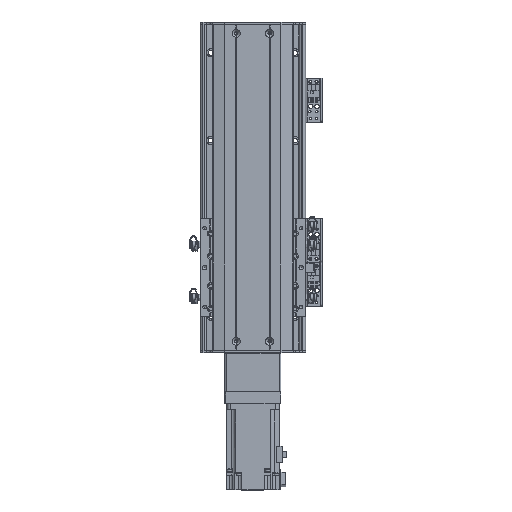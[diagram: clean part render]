
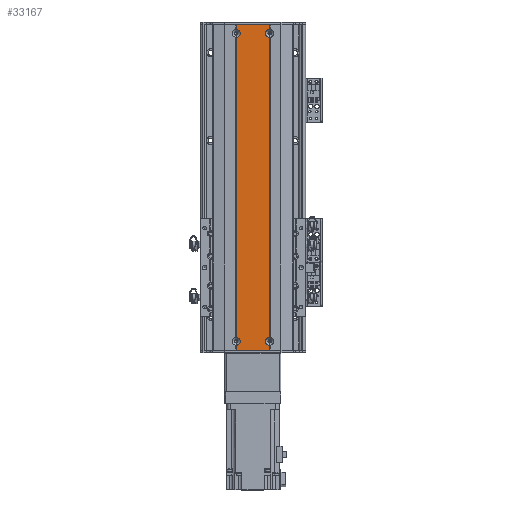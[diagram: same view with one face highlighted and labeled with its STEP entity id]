
A CAD part, top view. The second image highlights one B-rep face of the part: STEP entity #33167.
In plain terms, the highlighted face is planar.
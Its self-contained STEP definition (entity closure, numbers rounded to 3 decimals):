
#3679=CIRCLE('',#36530,4.55);
#3681=CIRCLE('',#36532,4.55);
#3684=CIRCLE('',#36537,4.55);
#3686=CIRCLE('',#36539,4.55);
#3692=CIRCLE('',#36547,4.55);
#3697=CIRCLE('',#36554,4.55);
#5453=FACE_OUTER_BOUND('',#7509,.T.);
#7509=EDGE_LOOP('',(#27229,#27230,#27231,#27232,#27233,#27234,#27235,#27236,
#27237,#27238,#27239,#27240,#27241,#27242));
#9852=LINE('',#55678,#12467);
#9855=LINE('',#55683,#12470);
#9858=LINE('',#55689,#12473);
#9860=LINE('',#55692,#12475);
#9893=LINE('',#55787,#12508);
#9964=LINE('',#55953,#12579);
#9965=LINE('',#55955,#12580);
#9966=LINE('',#55956,#12581);
#12467=VECTOR('',#43842,10.);
#12470=VECTOR('',#43847,10.);
#12473=VECTOR('',#43852,10.);
#12475=VECTOR('',#43856,10.);
#12508=VECTOR('',#43923,10.);
#12579=VECTOR('',#44104,10.);
#12580=VECTOR('',#44107,10.);
#12581=VECTOR('',#44108,10.);
#15464=VERTEX_POINT('',#55543);
#15465=VERTEX_POINT('',#55547);
#15467=VERTEX_POINT('',#55552);
#15473=VERTEX_POINT('',#55573);
#15474=VERTEX_POINT('',#55577);
#15476=VERTEX_POINT('',#55582);
#15481=VERTEX_POINT('',#55599);
#15487=VERTEX_POINT('',#55618);
#15490=VERTEX_POINT('',#55629);
#15496=VERTEX_POINT('',#55648);
#15504=VERTEX_POINT('',#55677);
#15505=VERTEX_POINT('',#55681);
#15507=VERTEX_POINT('',#55687);
#15552=VERTEX_POINT('',#55785);
#19520=EDGE_CURVE('',#15465,#15464,#3679,.T.);
#19523=EDGE_CURVE('',#15467,#15465,#3681,.T.);
#19531=EDGE_CURVE('',#15474,#15473,#3684,.T.);
#19534=EDGE_CURVE('',#15476,#15474,#3686,.T.);
#19548=EDGE_CURVE('',#15481,#15487,#3692,.T.);
#19559=EDGE_CURVE('',#15490,#15496,#3697,.T.);
#19572=EDGE_CURVE('',#15467,#15504,#9852,.T.);
#19575=EDGE_CURVE('',#15505,#15473,#9855,.T.);
#19578=EDGE_CURVE('',#15496,#15507,#9858,.T.);
#19580=EDGE_CURVE('',#15487,#15490,#9860,.T.);
#19627=EDGE_CURVE('',#15552,#15505,#9893,.T.);
#19711=EDGE_CURVE('',#15552,#15481,#9964,.T.);
#19712=EDGE_CURVE('',#15476,#15464,#9965,.T.);
#19713=EDGE_CURVE('',#15504,#15507,#9966,.T.);
#27229=ORIENTED_EDGE('',*,*,#19523,.T.);
#27230=ORIENTED_EDGE('',*,*,#19520,.T.);
#27231=ORIENTED_EDGE('',*,*,#19712,.F.);
#27232=ORIENTED_EDGE('',*,*,#19534,.T.);
#27233=ORIENTED_EDGE('',*,*,#19531,.T.);
#27234=ORIENTED_EDGE('',*,*,#19575,.F.);
#27235=ORIENTED_EDGE('',*,*,#19627,.F.);
#27236=ORIENTED_EDGE('',*,*,#19711,.T.);
#27237=ORIENTED_EDGE('',*,*,#19548,.T.);
#27238=ORIENTED_EDGE('',*,*,#19580,.T.);
#27239=ORIENTED_EDGE('',*,*,#19559,.T.);
#27240=ORIENTED_EDGE('',*,*,#19578,.T.);
#27241=ORIENTED_EDGE('',*,*,#19713,.F.);
#27242=ORIENTED_EDGE('',*,*,#19572,.F.);
#31739=PLANE('',#36636);
#33167=ADVANCED_FACE('',(#5453),#31739,.T.);
#36530=AXIS2_PLACEMENT_3D('',#55548,#43762,#43763);
#36532=AXIS2_PLACEMENT_3D('',#55553,#43767,#43768);
#36537=AXIS2_PLACEMENT_3D('',#55578,#43778,#43779);
#36539=AXIS2_PLACEMENT_3D('',#55583,#43783,#43784);
#36547=AXIS2_PLACEMENT_3D('',#55622,#43801,#43802);
#36554=AXIS2_PLACEMENT_3D('',#55652,#43817,#43818);
#36636=AXIS2_PLACEMENT_3D('',#55954,#44105,#44106);
#43762=DIRECTION('center_axis',(0.,-1.,0.));
#43763=DIRECTION('ref_axis',(1.,0.,0.));
#43767=DIRECTION('center_axis',(0.,-1.,0.));
#43768=DIRECTION('ref_axis',(1.,0.,0.));
#43778=DIRECTION('center_axis',(0.,-1.,0.));
#43779=DIRECTION('ref_axis',(1.,0.,0.));
#43783=DIRECTION('center_axis',(0.,-1.,0.));
#43784=DIRECTION('ref_axis',(1.,0.,0.));
#43801=DIRECTION('center_axis',(0.,-1.,0.));
#43802=DIRECTION('ref_axis',(1.,0.,0.));
#43817=DIRECTION('center_axis',(0.,-1.,0.));
#43818=DIRECTION('ref_axis',(1.,0.,0.));
#43842=DIRECTION('',(0.,0.,1.));
#43847=DIRECTION('',(0.,0.,1.));
#43852=DIRECTION('',(0.,0.,1.));
#43856=DIRECTION('',(0.,0.,1.));
#43923=DIRECTION('',(1.,0.,0.));
#44104=DIRECTION('',(0.,0.,1.));
#44105=DIRECTION('center_axis',(0.,1.,0.));
#44106=DIRECTION('ref_axis',(-1.,0.,0.));
#44107=DIRECTION('',(0.,0.,1.));
#44108=DIRECTION('',(-1.,0.,0.));
#55543=CARTESIAN_POINT('',(18.5,2.5,170.978));
#55547=CARTESIAN_POINT('',(14.45,2.5,175.5));
#55548=CARTESIAN_POINT('Origin',(19.,2.5,175.5));
#55552=CARTESIAN_POINT('',(18.5,2.5,180.022));
#55553=CARTESIAN_POINT('Origin',(19.,2.5,175.5));
#55573=CARTESIAN_POINT('',(18.5,2.5,-180.022));
#55577=CARTESIAN_POINT('',(14.45,2.5,-175.5));
#55578=CARTESIAN_POINT('Origin',(19.,2.5,-175.5));
#55582=CARTESIAN_POINT('',(18.5,2.5,-170.978));
#55583=CARTESIAN_POINT('Origin',(19.,2.5,-175.5));
#55599=CARTESIAN_POINT('',(-18.5,2.5,-180.022));
#55618=CARTESIAN_POINT('',(-18.5,2.5,-170.978));
#55622=CARTESIAN_POINT('Origin',(-19.,2.5,-175.5));
#55629=CARTESIAN_POINT('',(-18.5,2.5,170.978));
#55648=CARTESIAN_POINT('',(-18.5,2.5,180.022));
#55652=CARTESIAN_POINT('Origin',(-19.,2.5,175.5));
#55677=CARTESIAN_POINT('',(18.5,2.5,185.5));
#55678=CARTESIAN_POINT('',(18.5,2.5,0.));
#55681=CARTESIAN_POINT('',(18.5,2.5,-185.5));
#55683=CARTESIAN_POINT('',(18.5,2.5,0.));
#55687=CARTESIAN_POINT('',(-18.5,2.5,185.5));
#55689=CARTESIAN_POINT('',(-18.5,2.5,0.));
#55692=CARTESIAN_POINT('',(-18.5,2.5,0.));
#55785=CARTESIAN_POINT('',(-18.5,2.5,-185.5));
#55787=CARTESIAN_POINT('',(18.5,2.5,-185.5));
#55953=CARTESIAN_POINT('',(-18.5,2.5,0.));
#55954=CARTESIAN_POINT('Origin',(18.5,2.5,0.));
#55955=CARTESIAN_POINT('',(18.5,2.5,0.));
#55956=CARTESIAN_POINT('',(18.5,2.5,185.5));
